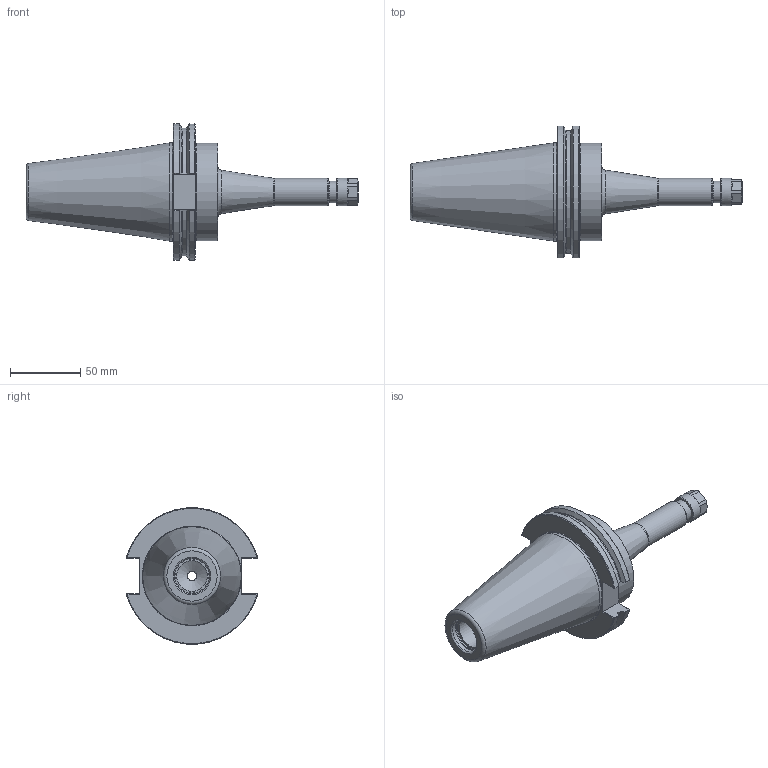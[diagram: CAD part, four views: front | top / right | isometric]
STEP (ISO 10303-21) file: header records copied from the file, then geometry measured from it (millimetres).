
FILE_DESCRIPTION(/* description */ (''),/* implementation_level */ '2;1');
FILE_NAME(/* name */ 'CAT50-SX06-0531.stp',/* time_stamp */ '2019-06-19T10:36:15-05:00',/* author */ ('ldfli'),/* organization */ (''),/* preprocessor_version */ 'ST-DEVELOPER v18',/* originating_system */ 'Autodesk Inventor LT',/* authorisation */ '');
FILE_SCHEMA (('AUTOMOTIVE_DESIGN { 1 0 10303 214 3 1 1 }'));
Length unit declared in the file: millimetre
Products named in the file (1): CAT50-SX06-0531
Bounding box: 236.77 x 93.8 x 97.14 mm (x, y, z)
Volume: 408246 mm3; surface area: 57928.3 mm2
Topology: 2 solids, 2 shells, 115 faces, 346 edges, 243 vertices
Faces by surface type: plane 49, cone 25, cylinder 22, torus 18, bspline 1
Full cylindrical faces by diameter (mm): 6.647 x1, 8.2 x1, 8.8 x1, 10 x1, 11 x1, 14.5 x1, 15.5 x1, 15.8 x1, 16.2 x1, 19.5 x2, 21.971 x1, 25 x1, 25.4 x1, 69.85 x1, 70 x1
Entity records: 4108 total; most frequent: CARTESIAN_POINT 915, ORIENTED_EDGE 692, DIRECTION 687, EDGE_CURVE 346, AXIS2_PLACEMENT_3D 290, VERTEX_POINT 243, CIRCLE 175, EDGE_LOOP 127
